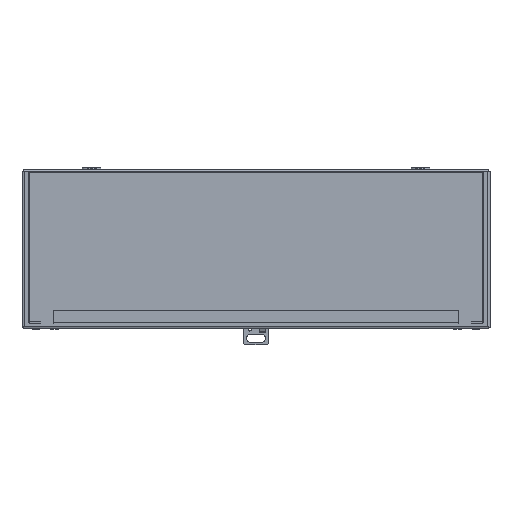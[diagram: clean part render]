
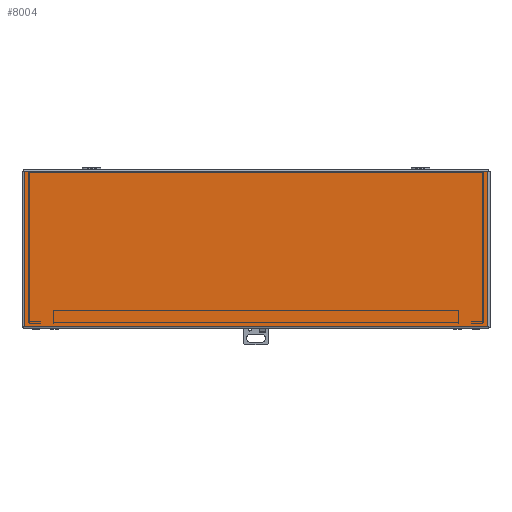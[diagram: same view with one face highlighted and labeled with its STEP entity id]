
A CAD part, top view. The second image highlights one B-rep face of the part: STEP entity #8004.
In plain terms, the highlighted planar face has unit normal (0, 0, 1).
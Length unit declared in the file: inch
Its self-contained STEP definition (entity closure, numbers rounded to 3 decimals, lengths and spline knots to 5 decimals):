
#653 = DIRECTION ( 'NONE',  ( 1., 0., 0. ) ) ;
#694 = EDGE_CURVE ( 'NONE', #7549, #7486, #12671, .T. ) ;
#865 = VERTEX_POINT ( 'NONE', #7423 ) ;
#895 = CARTESIAN_POINT ( 'NONE',  ( 9.1585, -0.029, 9.0285 ) ) ;
#1122 = PLANE ( 'NONE',  #4080 ) ;
#1200 = CARTESIAN_POINT ( 'NONE',  ( 9.1585, -6.135, 9.0285 ) ) ;
#2726 = LINE ( 'NONE', #6029, #14073 ) ;
#2990 = LINE ( 'NONE', #11443, #13220 ) ;
#3146 = DIRECTION ( 'NONE',  ( 0., 1., 0. ) ) ;
#3867 = EDGE_CURVE ( 'NONE', #865, #7549, #2726, .T. ) ;
#4080 = AXIS2_PLACEMENT_3D ( 'NONE', #895, #12875, #5653 ) ;
#4437 = CARTESIAN_POINT ( 'NONE',  ( 9.1585, -6.135, 9.0285 ) ) ;
#4454 = EDGE_CURVE ( 'NONE', #4848, #865, #12188, .T. ) ;
#4848 = VERTEX_POINT ( 'NONE', #7826 ) ;
#5653 = DIRECTION ( 'NONE',  ( -1., 0., 0. ) ) ;
#6029 = CARTESIAN_POINT ( 'NONE',  ( 9.1585, -0.029, 9.0285 ) ) ;
#6808 = FACE_OUTER_BOUND ( 'NONE', #14318, .T. ) ;
#7202 = ORIENTED_EDGE ( 'NONE', *, *, #4454, .F. ) ;
#7423 = CARTESIAN_POINT ( 'NONE',  ( 9.1585, -0.029, 9.0285 ) ) ;
#7486 = VERTEX_POINT ( 'NONE', #11982 ) ;
#7549 = VERTEX_POINT ( 'NONE', #1200 ) ;
#7826 = CARTESIAN_POINT ( 'NONE',  ( -9.1585, -0.029, 9.0285 ) ) ;
#8004 = ADVANCED_FACE ( 'NONE', ( #6808 ), #1122, .T. ) ;
#8639 = ORIENTED_EDGE ( 'NONE', *, *, #14815, .F. ) ;
#9045 = DIRECTION ( 'NONE',  ( -1., 0., 0. ) ) ;
#11012 = ORIENTED_EDGE ( 'NONE', *, *, #694, .F. ) ;
#11443 = CARTESIAN_POINT ( 'NONE',  ( -9.1585, -6.135, 9.0285 ) ) ;
#11982 = CARTESIAN_POINT ( 'NONE',  ( -9.1585, -6.135, 9.0285 ) ) ;
#12188 = LINE ( 'NONE', #14637, #14528 ) ;
#12612 = VECTOR ( 'NONE', #9045, 39.37008 ) ;
#12671 = LINE ( 'NONE', #4437, #12612 ) ;
#12875 = DIRECTION ( 'NONE',  ( 0., 0., 1. ) ) ;
#13220 = VECTOR ( 'NONE', #3146, 39.37008 ) ;
#13262 = DIRECTION ( 'NONE',  ( 0., -1., 0. ) ) ;
#13414 = ORIENTED_EDGE ( 'NONE', *, *, #3867, .F. ) ;
#14073 = VECTOR ( 'NONE', #13262, 39.37008 ) ;
#14318 = EDGE_LOOP ( 'NONE', ( #8639, #11012, #13414, #7202 ) ) ;
#14528 = VECTOR ( 'NONE', #653, 39.37008 ) ;
#14637 = CARTESIAN_POINT ( 'NONE',  ( -9.1585, -0.029, 9.0285 ) ) ;
#14815 = EDGE_CURVE ( 'NONE', #7486, #4848, #2990, .T. ) ;
